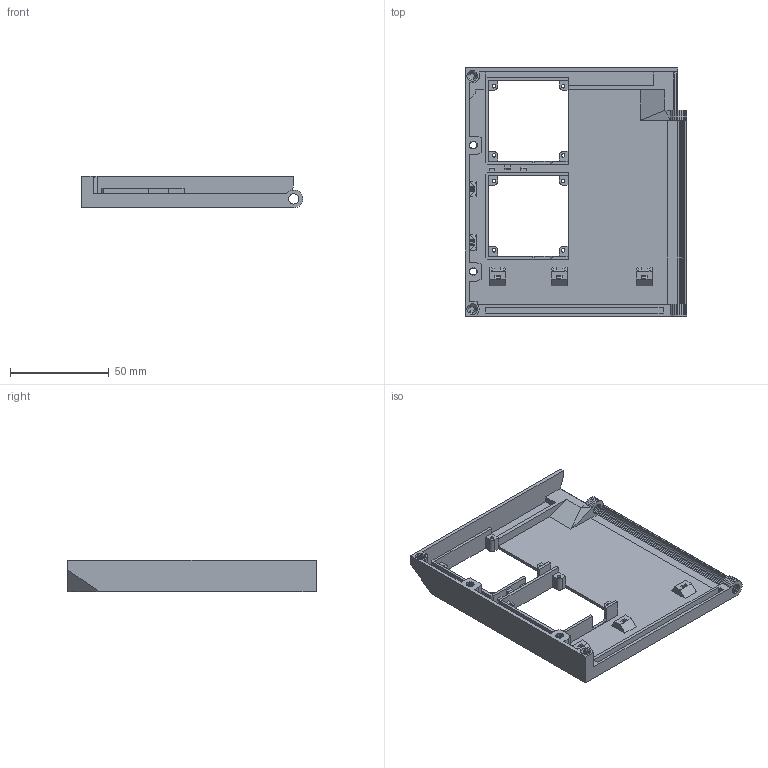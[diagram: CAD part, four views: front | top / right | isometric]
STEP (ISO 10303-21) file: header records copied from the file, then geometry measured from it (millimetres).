
FILE_DESCRIPTION(('FreeCAD Model'),'2;1');
FILE_NAME('SKR1_3-door-dual-4010.step' ,'2020-03-10T21:56:01',('Author'),(''), 'Open CASCADE STEP processor 7.3','FreeCAD','Unknown');
FILE_SCHEMA(('AUTOMOTIVE_DESIGN { 1 0 10303 214 1 1 1 1 }'));
Products named in the file (1): Fusion012_(Solid)
Bounding box: 111.98 x 125.49 x 16 mm (x, y, z)
Volume: 33477.8 mm3; surface area: 38166.1 mm2
Topology: 1 solids, 1 shells, 908 faces, 2090 edges, 1185 vertices
Faces by surface type: plane 892, cylinder 16
Full cylindrical faces by diameter (mm): 1.8 x8
Entity records: 50779 total; most frequent: CARTESIAN_POINT 9302, DIRECTION 7262, LINE 5364, VECTOR 5364, ORIENTED_EDGE 4180, PCURVE 4180, DEFINITIONAL_REPRESENTATION 4180, EDGE_CURVE 2090
